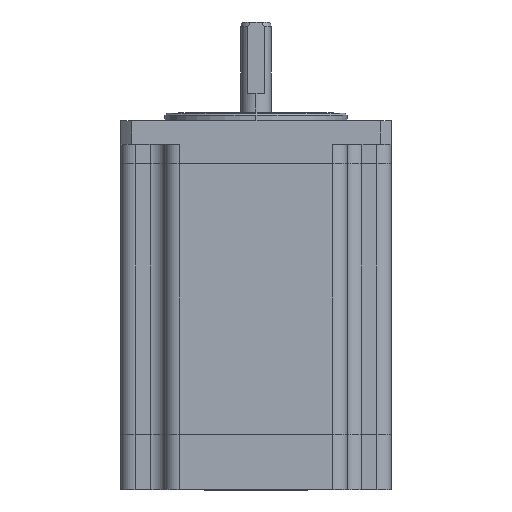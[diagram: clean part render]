
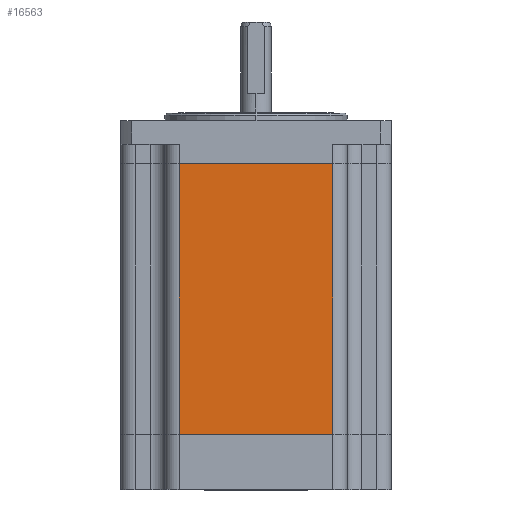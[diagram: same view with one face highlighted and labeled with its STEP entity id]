
A CAD part, top view. The second image highlights one B-rep face of the part: STEP entity #16563.
In plain terms, the highlighted planar face has unit normal (0, 0, 1).
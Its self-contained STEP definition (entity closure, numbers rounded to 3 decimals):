
#1059 = VERTEX_POINT ( 'NONE', #20096 ) ;
#1886 = EDGE_CURVE ( 'NONE', #1059, #17577, #20127, .T. ) ;
#1930 = EDGE_CURVE ( 'NONE', #17508, #17520, #20259, .T. ) ;
#3272 = EDGE_LOOP ( 'NONE', ( #19904, #19906, #19903, #19905 ) ) ;
#10746 = VECTOR ( 'NONE', #20129, 1000. ) ;
#13370 = VECTOR ( 'NONE', #22610, 1000. ) ;
#13376 = VECTOR ( 'NONE', #22631, 1000. ) ;
#14104 = CARTESIAN_POINT ( 'NONE',  ( -0.15, 11.51, 47.65 ) ) ;
#14116 = CARTESIAN_POINT ( 'NONE',  ( 31.85, 11.51, 47.65 ) ) ;
#14162 = CARTESIAN_POINT ( 'NONE',  ( 31.85, 67.99, 47.65 ) ) ;
#15082 = FACE_OUTER_BOUND ( 'NONE', #3272, .T. ) ;
#15088 = AXIS2_PLACEMENT_3D ( 'NONE', #15330, #15331, #15332 ) ;
#15329 = PLANE ( 'NONE',  #15088 ) ;
#15330 = CARTESIAN_POINT ( 'NONE',  ( -10.066, 77., 47.65 ) ) ;
#15331 = DIRECTION ( 'NONE',  ( 0., 0., -1. ) ) ;
#15332 = DIRECTION ( 'NONE',  ( -1., 0., 0. ) ) ;
#16563 = ADVANCED_FACE ( 'NONE', ( #15082 ), #15329, .F. ) ;
#17508 = VERTEX_POINT ( 'NONE', #14104 ) ;
#17520 = VERTEX_POINT ( 'NONE', #14116 ) ;
#17577 = VERTEX_POINT ( 'NONE', #14162 ) ;
#19903 = ORIENTED_EDGE ( 'NONE', *, *, #1886, .F. ) ;
#19904 = ORIENTED_EDGE ( 'NONE', *, *, #1930, .T. ) ;
#19905 = ORIENTED_EDGE ( 'NONE', *, *, #21622, .T. ) ;
#19906 = ORIENTED_EDGE ( 'NONE', *, *, #21629, .T. ) ;
#20096 = CARTESIAN_POINT ( 'NONE',  ( -0.15, 67.99, 47.65 ) ) ;
#20127 = LINE ( 'NONE', #20128, #10746 ) ;
#20128 = CARTESIAN_POINT ( 'NONE',  ( -10.066, 67.99, 47.65 ) ) ;
#20129 = DIRECTION ( 'NONE',  ( 1., 0., 0. ) ) ;
#20259 = LINE ( 'NONE', #20260, #21337 ) ;
#20260 = CARTESIAN_POINT ( 'NONE',  ( -10.066, 11.51, 47.65 ) ) ;
#20261 = DIRECTION ( 'NONE',  ( 1., 0., 0. ) ) ;
#21337 = VECTOR ( 'NONE', #20261, 1000. ) ;
#21622 = EDGE_CURVE ( 'NONE', #1059, #17508, #22608, .T. ) ;
#21629 = EDGE_CURVE ( 'NONE', #17520, #17577, #22629, .T. ) ;
#22608 = LINE ( 'NONE', #22609, #13370 ) ;
#22609 = CARTESIAN_POINT ( 'NONE',  ( -0.15, 77., 47.65 ) ) ;
#22610 = DIRECTION ( 'NONE',  ( 0., -1., 0. ) ) ;
#22629 = LINE ( 'NONE', #22630, #13376 ) ;
#22630 = CARTESIAN_POINT ( 'NONE',  ( 31.85, 77., 47.65 ) ) ;
#22631 = DIRECTION ( 'NONE',  ( 0., 1., 0. ) ) ;
